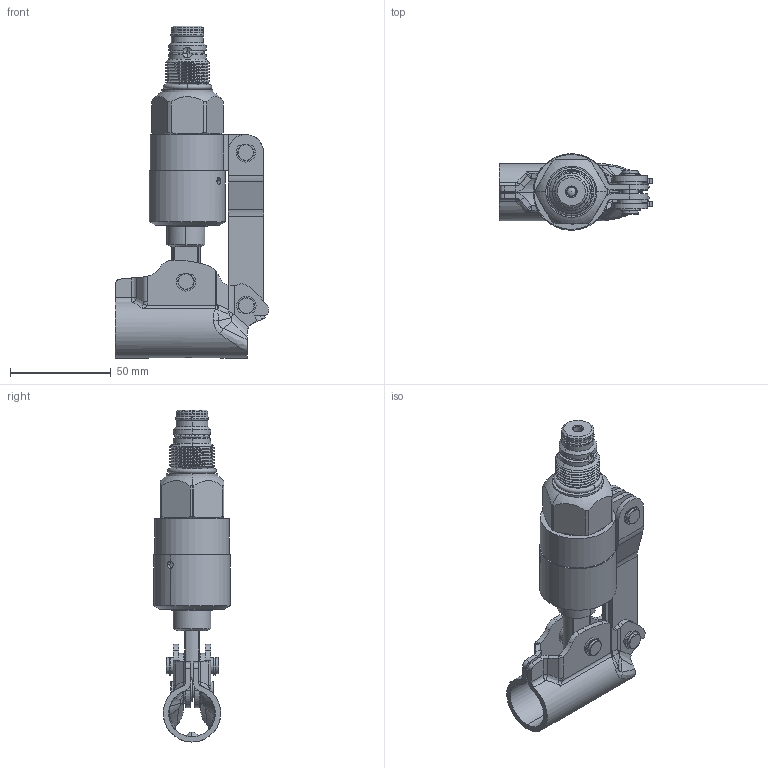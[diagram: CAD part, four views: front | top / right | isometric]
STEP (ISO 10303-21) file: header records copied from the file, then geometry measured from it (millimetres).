
FILE_DESCRIPTION (( 'STEP AP203' ), '1' );
FILE_NAME ('HP10W20.STEP', '2016-05-27T06:58:10', ( '' ), ( '' ), 'SwSTEP 2.0', 'SolidWorks 2012', '' );
FILE_SCHEMA (( 'CONFIG_CONTROL_DESIGN' ));
Length unit declared in the file: millimetre
Products named in the file (1): HP10W20
Bounding box: 75.98 x 37.87 x 164.84 mm (x, y, z)
Volume: 112667.2 mm3; surface area: 43462.7 mm2
Topology: 22 solids, 22 shells, 685 faces, 1735 edges, 1091 vertices
Faces by surface type: cylinder 335, plane 170, bspline 110, torus 35, cone 32, sphere 3
Entity records: 27407 total; most frequent: CARTESIAN_POINT 11520, ORIENTED_EDGE 3420, DIRECTION 3203, EDGE_CURVE 1710, AXIS2_PLACEMENT_3D 1297, VERTEX_POINT 1087, EDGE_LOOP 749, CIRCLE 721
